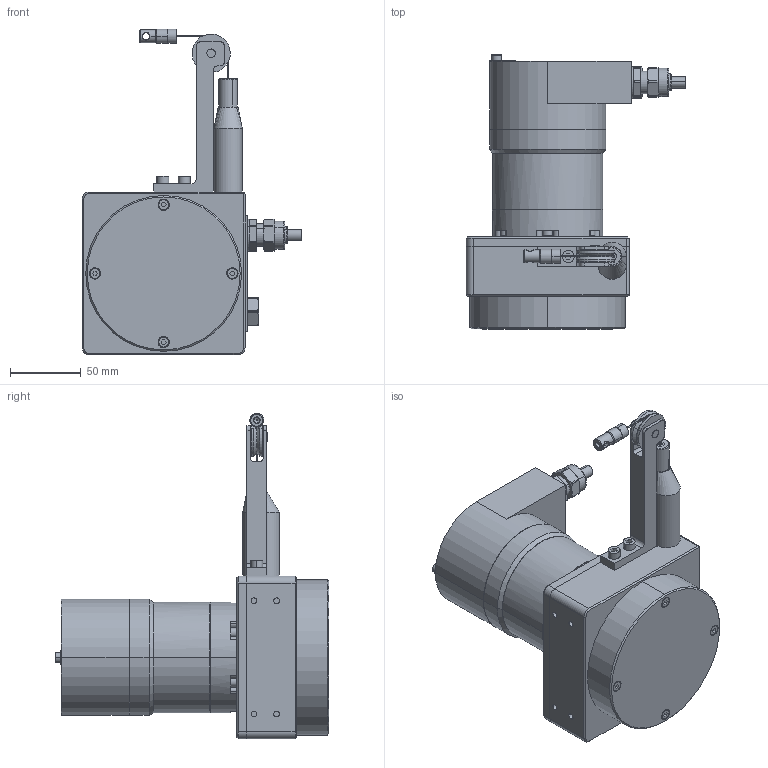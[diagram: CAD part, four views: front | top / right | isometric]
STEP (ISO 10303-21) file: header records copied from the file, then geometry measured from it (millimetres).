
FILE_DESCRIPTION(('CATIA V5 STEP Exchange'),'2;1');
FILE_NAME('LTF116D-ASM-EXDJ7801-LONG.stp','2026-02-13T02:41:00+00:00',('none'),('none'),'CATIA Version 5 Release 21 GA (IN-10)','CATIA V5 STEP AP203','none');
FILE_SCHEMA(('CONFIG_CONTROL_DESIGN'));
Length unit declared in the file: millimetre
Products named in the file (5): LTF116D_ASM_JDCA58; LTF116_COMPONENTS; LTF116D_JDCA58_ACCESSORIES; LTF63_DXZ; LTF80-LT-ASM
Assembly tree (26 placements, depth 3):
  LTF116D_ASM_JDCA58
    LTF116_COMPONENTS
      #66
      #24521
    LTF116D_JDCA58_ACCESSORIES
      #25744  x4
      #26190  x4
      #26696
      #26989
    #27207
    #27975
    #28656
    #31112
    LTF63_DXZ
      #31526
      #31862
    #32377
    #33465
    LTF80-LT-ASM
      #33577
      #34981
Bounding box: 155 x 193.5 x 230 mm (x, y, z)
Volume: 1497366.2 mm3; surface area: 229863.9 mm2
Topology: 47 solids, 52 shells, 1277 faces, 2839 edges, 1734 vertices
Faces by surface type: cylinder 485, plane 421, cone 247, torus 108, bspline 16
Entity records: 35207 total; most frequent: CARTESIAN_POINT 9917, ORIENTED_EDGE 5170, DIRECTION 4494, EDGE_CURVE 2585, AXIS2_PLACEMENT_3D 2204, VERTEX_POINT 1602, EDGE_LOOP 1387, VECTOR 1183
